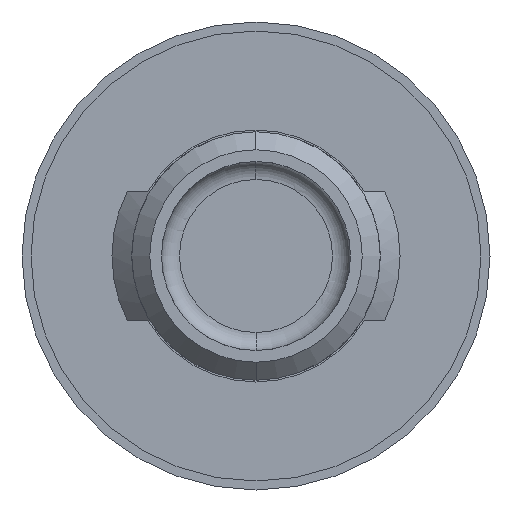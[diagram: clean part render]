
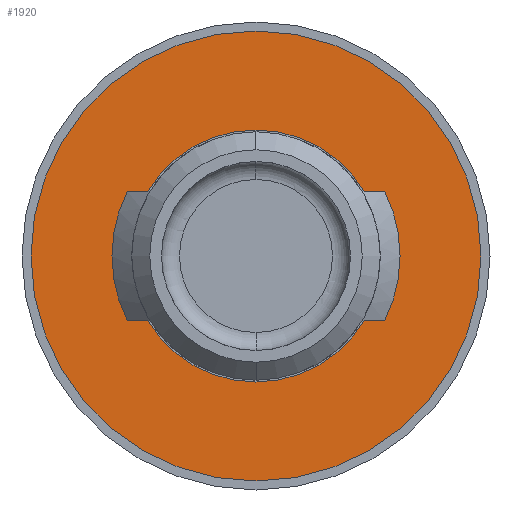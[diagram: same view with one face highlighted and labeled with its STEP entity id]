
A CAD part, front view. The second image highlights one B-rep face of the part: STEP entity #1920.
In plain terms, the highlighted face is planar.
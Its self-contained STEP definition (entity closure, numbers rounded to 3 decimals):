
#20 = ORIENTED_EDGE ( 'NONE', *, *, #1081, .T. ) ;
#31 = VERTEX_POINT ( 'NONE', #328 ) ;
#34 = DIRECTION ( 'NONE',  ( 1., 0., 0. ) ) ;
#54 = VERTEX_POINT ( 'NONE', #1540 ) ;
#182 = VERTEX_POINT ( 'NONE', #1492 ) ;
#209 = DIRECTION ( 'NONE',  ( 0., 0., 1. ) ) ;
#301 = DIRECTION ( 'NONE',  ( 0., 0., 1. ) ) ;
#328 = CARTESIAN_POINT ( 'NONE',  ( -12.5, 0., 0.4 ) ) ;
#347 = AXIS2_PLACEMENT_3D ( 'NONE', #1226, #964, #694 ) ;
#429 = DIRECTION ( 'NONE',  ( 1., 0., 0. ) ) ;
#475 = CARTESIAN_POINT ( 'NONE',  ( 0., 0., 0.4 ) ) ;
#567 = CARTESIAN_POINT ( 'NONE',  ( 0., 0., 0.4 ) ) ;
#626 = ORIENTED_EDGE ( 'NONE', *, *, #1490, .F. ) ;
#639 = CIRCLE ( 'NONE', #2317, 12.5 ) ;
#694 = DIRECTION ( 'NONE',  ( 1., 0., 0. ) ) ;
#704 = DIRECTION ( 'NONE',  ( 0., 0., 1. ) ) ;
#739 = DIRECTION ( 'NONE',  ( 1., 0., 0. ) ) ;
#882 = CIRCLE ( 'NONE', #2500, 7. ) ;
#904 = AXIS2_PLACEMENT_3D ( 'NONE', #1281, #1013, #739 ) ;
#948 = EDGE_LOOP ( 'NONE', ( #2299, #626 ) ) ;
#964 = DIRECTION ( 'NONE',  ( 0., 0., 1. ) ) ;
#977 = CARTESIAN_POINT ( 'NONE',  ( 0., 0., 0.4 ) ) ;
#1013 = DIRECTION ( 'NONE',  ( 0., 0., 1. ) ) ;
#1081 = EDGE_CURVE ( 'NONE', #31, #54, #639, .T. ) ;
#1129 = AXIS2_PLACEMENT_3D ( 'NONE', #977, #704, #429 ) ;
#1226 = CARTESIAN_POINT ( 'NONE',  ( 0., 0., 0.4 ) ) ;
#1281 = CARTESIAN_POINT ( 'NONE',  ( 0., 0., 0.4 ) ) ;
#1490 = EDGE_CURVE ( 'NONE', #2516, #182, #882, .T. ) ;
#1492 = CARTESIAN_POINT ( 'NONE',  ( -7., 0., 0.4 ) ) ;
#1499 = PLANE ( 'NONE',  #347 ) ;
#1540 = CARTESIAN_POINT ( 'NONE',  ( 12.5, 0., 0.4 ) ) ;
#1632 = ORIENTED_EDGE ( 'NONE', *, *, #2266, .T. ) ;
#1667 = CIRCLE ( 'NONE', #1129, 7. ) ;
#1920 = ADVANCED_FACE ( 'NONE', ( #2403, #2336 ), #1499, .T. ) ;
#1971 = CARTESIAN_POINT ( 'NONE',  ( 7., 0., 0.4 ) ) ;
#2207 = CIRCLE ( 'NONE', #904, 12.5 ) ;
#2263 = EDGE_LOOP ( 'NONE', ( #20, #1632 ) ) ;
#2266 = EDGE_CURVE ( 'NONE', #54, #31, #2207, .T. ) ;
#2299 = ORIENTED_EDGE ( 'NONE', *, *, #2499, .F. ) ;
#2317 = AXIS2_PLACEMENT_3D ( 'NONE', #475, #209, #2547 ) ;
#2336 = FACE_BOUND ( 'NONE', #948, .T. ) ;
#2403 = FACE_OUTER_BOUND ( 'NONE', #2263, .T. ) ;
#2499 = EDGE_CURVE ( 'NONE', #182, #2516, #1667, .T. ) ;
#2500 = AXIS2_PLACEMENT_3D ( 'NONE', #567, #301, #34 ) ;
#2516 = VERTEX_POINT ( 'NONE', #1971 ) ;
#2547 = DIRECTION ( 'NONE',  ( 1., 0., 0. ) ) ;
